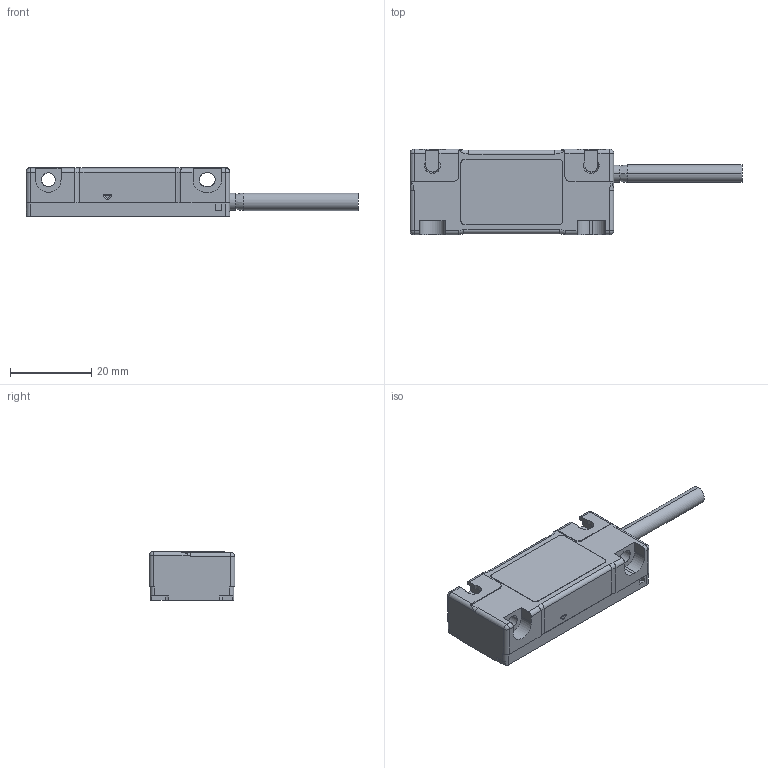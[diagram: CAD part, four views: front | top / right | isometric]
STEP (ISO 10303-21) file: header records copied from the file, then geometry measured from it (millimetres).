
FILE_DESCRIPTION((''),'2;1');
FILE_NAME('1223660-01-Z01','2021-05-06T08:34:13',('AT10150'),(''),'CREO PARAMETRIC BY PTC INC, 2019164','CREO PARAMETRIC BY PTC INC, 2019164','');
FILE_SCHEMA(('AUTOMOTIVE_DESIGN { 1 0 10303 214 1 1 1 1 }'));
Length unit declared in the file: millimetre
Products named in the file (1): 1223660-01-Z01
Bounding box: 81.5 x 21 x 12 mm (x, y, z)
Volume: 11957.2 mm3; surface area: 4600.2 mm2
Topology: 1 solids, 1 shells, 184 faces, 713 edges, 536 vertices
Faces by surface type: plane 100, cylinder 60, cone 12, torus 6, sphere 4, bspline 2
Entity records: 9499 total; most frequent: CARTESIAN_POINT 1661, DIRECTION 1134, ORIENTED_EDGE 1000, PRESENTATION_STYLE_ASSIGNMENT 714, STYLED_ITEM 714, CURVE_STYLE 713, EDGE_CURVE 500, VECTOR 466
